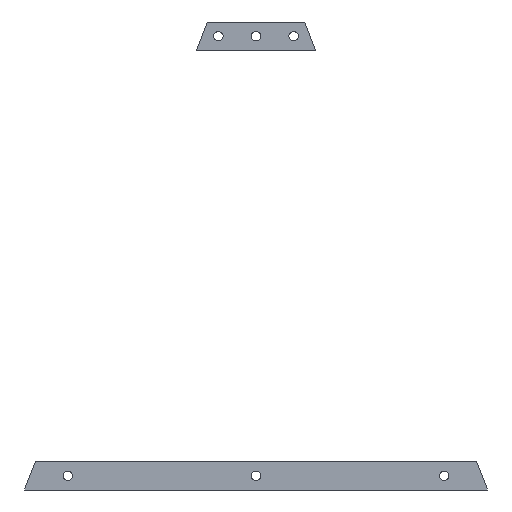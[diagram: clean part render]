
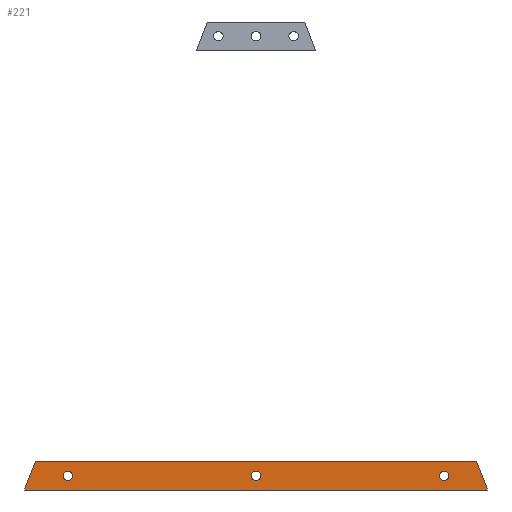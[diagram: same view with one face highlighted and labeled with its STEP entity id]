
A CAD part, front view. The second image highlights one B-rep face of the part: STEP entity #221.
In plain terms, the highlighted planar face has unit normal (0, -1, 0).
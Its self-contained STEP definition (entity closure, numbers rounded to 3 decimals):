
#5=DIRECTION('',(0.364,0.,0.931));
#6=VECTOR('',#5,32.21);
#7=CARTESIAN_POINT('',(-246.2,0.,45.639));
#8=LINE('',#7,#6);
#9=DIRECTION('',(1.,0.,0.));
#10=VECTOR('',#9,468.949);
#11=CARTESIAN_POINT('',(-234.474,0.,75.639));
#12=LINE('',#11,#10);
#13=DIRECTION('',(0.364,0.,-0.931));
#14=VECTOR('',#13,32.21);
#15=CARTESIAN_POINT('',(234.474,0.,75.639));
#16=LINE('',#15,#14);
#17=DIRECTION('',(-1.,0.,0.));
#18=VECTOR('',#17,492.4);
#19=CARTESIAN_POINT('',(246.2,0.,45.639));
#20=LINE('',#19,#18);
#21=CARTESIAN_POINT('',(200.,0.,60.639));
#22=DIRECTION('',(0.,-1.,0.));
#23=DIRECTION('',(0.,0.,1.));
#24=AXIS2_PLACEMENT_3D('',#21,#22,#23);
#26=CARTESIAN_POINT('',(200.,0.,60.639));
#27=DIRECTION('',(0.,-1.,0.));
#28=DIRECTION('',(0.,0.,-1.));
#29=AXIS2_PLACEMENT_3D('',#26,#27,#28);
#31=CARTESIAN_POINT('',(0.,0.,60.639));
#32=DIRECTION('',(0.,-1.,0.));
#33=DIRECTION('',(0.,0.,1.));
#34=AXIS2_PLACEMENT_3D('',#31,#32,#33);
#36=CARTESIAN_POINT('',(0.,0.,60.639));
#37=DIRECTION('',(0.,-1.,0.));
#38=DIRECTION('',(0.,0.,-1.));
#39=AXIS2_PLACEMENT_3D('',#36,#37,#38);
#41=CARTESIAN_POINT('',(-200.,0.,60.639));
#42=DIRECTION('',(0.,-1.,0.));
#43=DIRECTION('',(0.,0.,1.));
#44=AXIS2_PLACEMENT_3D('',#41,#42,#43);
#46=CARTESIAN_POINT('',(-200.,0.,60.639));
#47=DIRECTION('',(0.,-1.,0.));
#48=DIRECTION('',(0.,0.,-1.));
#49=AXIS2_PLACEMENT_3D('',#46,#47,#48);
#133=CARTESIAN_POINT('',(246.2,0.,45.639));
#134=CARTESIAN_POINT('',(-246.2,0.,45.639));
#135=VERTEX_POINT('',#133);
#136=VERTEX_POINT('',#134);
#141=CARTESIAN_POINT('',(-234.474,0.,75.639));
#142=VERTEX_POINT('',#141);
#143=CARTESIAN_POINT('',(234.474,0.,75.639));
#144=VERTEX_POINT('',#143);
#149=CARTESIAN_POINT('',(200.,0.,65.639));
#150=CARTESIAN_POINT('',(200.,0.,55.639));
#151=VERTEX_POINT('',#149);
#152=VERTEX_POINT('',#150);
#153=CARTESIAN_POINT('',(0.,0.,65.639));
#154=CARTESIAN_POINT('',(0.,0.,55.639));
#155=VERTEX_POINT('',#153);
#156=VERTEX_POINT('',#154);
#157=CARTESIAN_POINT('',(-200.,0.,65.639));
#158=CARTESIAN_POINT('',(-200.,0.,55.639));
#159=VERTEX_POINT('',#157);
#160=VERTEX_POINT('',#158);
#189=CARTESIAN_POINT('',(0.,0.,0.));
#190=DIRECTION('',(0.,1.,0.));
#191=DIRECTION('',(1.,0.,0.));
#192=AXIS2_PLACEMENT_3D('',#189,#190,#191);
#193=PLANE('',#192);
#195=ORIENTED_EDGE('',*,*,#194,.T.);
#197=ORIENTED_EDGE('',*,*,#196,.T.);
#199=ORIENTED_EDGE('',*,*,#198,.T.);
#201=ORIENTED_EDGE('',*,*,#200,.T.);
#202=EDGE_LOOP('',(#195,#197,#199,#201));
#203=FACE_OUTER_BOUND('',#202,.F.);
#205=ORIENTED_EDGE('',*,*,#204,.T.);
#207=ORIENTED_EDGE('',*,*,#206,.T.);
#208=EDGE_LOOP('',(#205,#207));
#209=FACE_BOUND('',#208,.F.);
#211=ORIENTED_EDGE('',*,*,#210,.T.);
#213=ORIENTED_EDGE('',*,*,#212,.T.);
#214=EDGE_LOOP('',(#211,#213));
#215=FACE_BOUND('',#214,.F.);
#216=ORIENTED_EDGE('',*,*,#178,.T.);
#218=ORIENTED_EDGE('',*,*,#217,.T.);
#219=EDGE_LOOP('',(#216,#218));
#220=FACE_BOUND('',#219,.F.);
#25=CIRCLE('',#24,5.);
#30=CIRCLE('',#29,5.);
#35=CIRCLE('',#34,5.);
#40=CIRCLE('',#39,5.);
#45=CIRCLE('',#44,5.);
#50=CIRCLE('',#49,5.);
#178=EDGE_CURVE('',#159,#160,#45,.T.);
#194=EDGE_CURVE('',#136,#142,#8,.T.);
#196=EDGE_CURVE('',#142,#144,#12,.T.);
#198=EDGE_CURVE('',#144,#135,#16,.T.);
#200=EDGE_CURVE('',#135,#136,#20,.T.);
#204=EDGE_CURVE('',#151,#152,#25,.T.);
#206=EDGE_CURVE('',#152,#151,#30,.T.);
#210=EDGE_CURVE('',#155,#156,#35,.T.);
#212=EDGE_CURVE('',#156,#155,#40,.T.);
#217=EDGE_CURVE('',#160,#159,#50,.T.);
#221=ADVANCED_FACE('',(#203,#209,#215,#220),#193,.F.);
